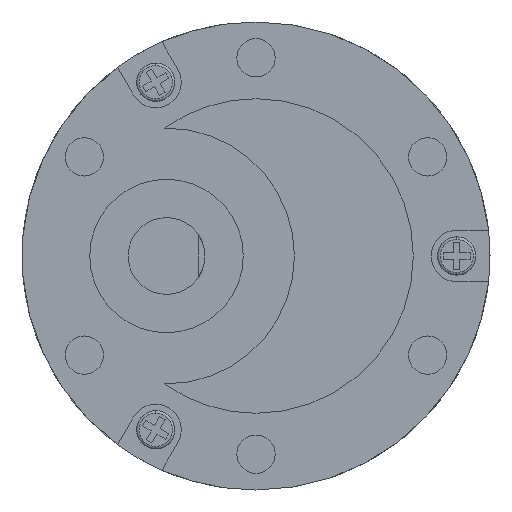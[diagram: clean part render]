
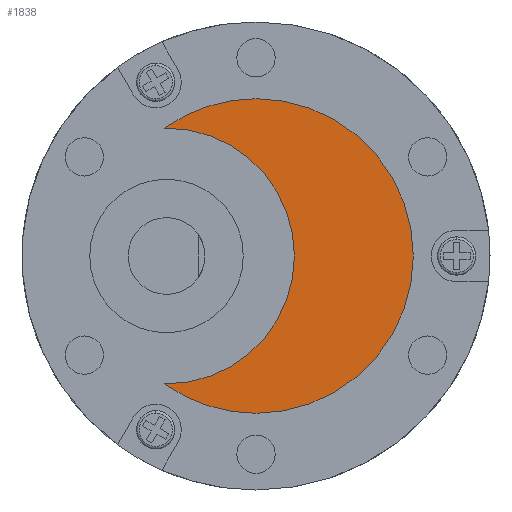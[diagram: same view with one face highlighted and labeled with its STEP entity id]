
A CAD part, left-side view. The second image highlights one B-rep face of the part: STEP entity #1838.
In plain terms, the highlighted planar face has unit normal (-1, 0, 0).
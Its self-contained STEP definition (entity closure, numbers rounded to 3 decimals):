
#163 = CARTESIAN_POINT ( 'NONE',  ( 0.5, 7.164, -9.999 ) ) ;
#233 = CIRCLE ( 'NONE', #4876, 10. ) ;
#234 = CIRCLE ( 'NONE', #1982, 12.3 ) ;
#318 = DIRECTION ( 'NONE',  ( 0., 0., 1. ) ) ;
#804 = ORIENTED_EDGE ( 'NONE', *, *, #6015, .T. ) ;
#1005 = CARTESIAN_POINT ( 'NONE',  ( 0.5, 7.164, 9.999 ) ) ;
#1073 = CARTESIAN_POINT ( 'NONE',  ( 0.5, 7., -10. ) ) ;
#1216 = CIRCLE ( 'NONE', #5076, 12.3 ) ;
#1295 = ORIENTED_EDGE ( 'NONE', *, *, #5976, .T. ) ;
#1504 = DIRECTION ( 'NONE',  ( 0., 0., 1. ) ) ;
#1838 = ADVANCED_FACE ( 'NONE', ( #2552 ), #3000, .T. ) ;
#1982 = AXIS2_PLACEMENT_3D ( 'NONE', #6215, #5274, #5752 ) ;
#2036 = VERTEX_POINT ( 'NONE', #1073 ) ;
#2122 = DIRECTION ( 'NONE',  ( 0., 0., 1. ) ) ;
#2157 = AXIS2_PLACEMENT_3D ( 'NONE', #5880, #3239, #2725 ) ;
#2176 = VERTEX_POINT ( 'NONE', #163 ) ;
#2320 = ORIENTED_EDGE ( 'NONE', *, *, #5560, .T. ) ;
#2381 = EDGE_CURVE ( 'NONE', #2176, #4023, #1216, .T. ) ;
#2552 = FACE_OUTER_BOUND ( 'NONE', #3425, .T. ) ;
#2585 = CARTESIAN_POINT ( 'NONE',  ( 0.5, 0., 0. ) ) ;
#2725 = DIRECTION ( 'NONE',  ( 0., 0., 1. ) ) ;
#2808 = ORIENTED_EDGE ( 'NONE', *, *, #5355, .T. ) ;
#2833 = CARTESIAN_POINT ( 'NONE',  ( 0.5, 0., -12.3 ) ) ;
#2925 = AXIS2_PLACEMENT_3D ( 'NONE', #6093, #5671, #4043 ) ;
#3000 = PLANE ( 'NONE',  #2925 ) ;
#3170 = DIRECTION ( 'NONE',  ( -1., 0., 0. ) ) ;
#3239 = DIRECTION ( 'NONE',  ( 1., 0., 0. ) ) ;
#3259 = CIRCLE ( 'NONE', #5476, 12.3 ) ;
#3368 = CIRCLE ( 'NONE', #2157, 10. ) ;
#3425 = EDGE_LOOP ( 'NONE', ( #5930, #804, #2808, #2320, #1295, #6658 ) ) ;
#3636 = VERTEX_POINT ( 'NONE', #4947 ) ;
#3804 = VERTEX_POINT ( 'NONE', #1005 ) ;
#4023 = VERTEX_POINT ( 'NONE', #2833 ) ;
#4043 = DIRECTION ( 'NONE',  ( 0., 0., 1. ) ) ;
#4177 = DIRECTION ( 'NONE',  ( -1., 0., 0. ) ) ;
#4214 = AXIS2_PLACEMENT_3D ( 'NONE', #5554, #6145, #318 ) ;
#4244 = CARTESIAN_POINT ( 'NONE',  ( 0.5, 0., 0. ) ) ;
#4564 = EDGE_CURVE ( 'NONE', #2036, #2176, #233, .T. ) ;
#4876 = AXIS2_PLACEMENT_3D ( 'NONE', #5207, #5762, #2122 ) ;
#4947 = CARTESIAN_POINT ( 'NONE',  ( 0.5, 0., 12.3 ) ) ;
#5076 = AXIS2_PLACEMENT_3D ( 'NONE', #4244, #3170, #1504 ) ;
#5207 = CARTESIAN_POINT ( 'NONE',  ( 0.5, 7., 0. ) ) ;
#5274 = DIRECTION ( 'NONE',  ( -1., 0., 0. ) ) ;
#5355 = EDGE_CURVE ( 'NONE', #3636, #3804, #3259, .T. ) ;
#5476 = AXIS2_PLACEMENT_3D ( 'NONE', #2585, #4177, #5808 ) ;
#5554 = CARTESIAN_POINT ( 'NONE',  ( 0.5, 7., 0. ) ) ;
#5560 = EDGE_CURVE ( 'NONE', #3804, #6040, #3368, .T. ) ;
#5671 = DIRECTION ( 'NONE',  ( -1., 0., 0. ) ) ;
#5752 = DIRECTION ( 'NONE',  ( 0., 0., 1. ) ) ;
#5762 = DIRECTION ( 'NONE',  ( 1., 0., 0. ) ) ;
#5808 = DIRECTION ( 'NONE',  ( 0., 0., 1. ) ) ;
#5880 = CARTESIAN_POINT ( 'NONE',  ( 0.5, 7., 0. ) ) ;
#5930 = ORIENTED_EDGE ( 'NONE', *, *, #2381, .T. ) ;
#5976 = EDGE_CURVE ( 'NONE', #6040, #2036, #6322, .T. ) ;
#6015 = EDGE_CURVE ( 'NONE', #4023, #3636, #234, .T. ) ;
#6040 = VERTEX_POINT ( 'NONE', #6834 ) ;
#6093 = CARTESIAN_POINT ( 'NONE',  ( 0.5, 3.5, 0. ) ) ;
#6145 = DIRECTION ( 'NONE',  ( 1., 0., 0. ) ) ;
#6215 = CARTESIAN_POINT ( 'NONE',  ( 0.5, 0., 0. ) ) ;
#6322 = CIRCLE ( 'NONE', #4214, 10. ) ;
#6658 = ORIENTED_EDGE ( 'NONE', *, *, #4564, .T. ) ;
#6834 = CARTESIAN_POINT ( 'NONE',  ( 0.5, 7., 10. ) ) ;
